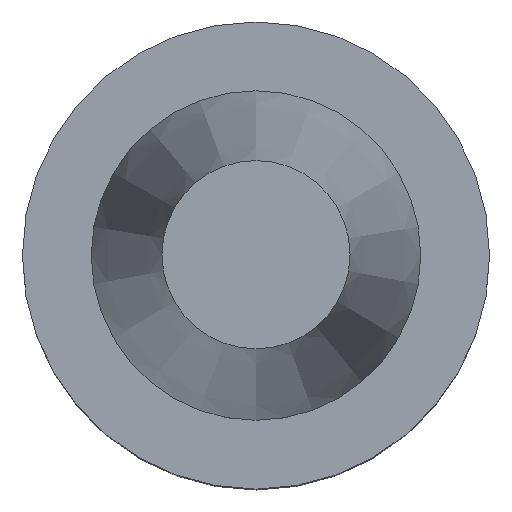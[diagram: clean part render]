
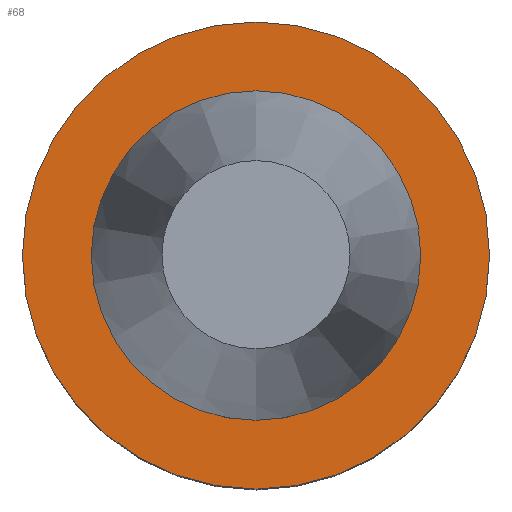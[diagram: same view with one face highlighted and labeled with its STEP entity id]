
A CAD part, top view. The second image highlights one B-rep face of the part: STEP entity #68.
In plain terms, the highlighted planar face has unit normal (0, 0, 1).
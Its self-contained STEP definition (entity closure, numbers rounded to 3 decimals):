
#68=ADVANCED_FACE('Unnamed[1]',(#165,#166),#167,.T.);
#78=EDGE_CURVE('Unnamed[1]',#182,#182,#183,.T.);
#97=EDGE_CURVE('Unnamed[1]',#212,#212,#213,.T.);
#165=FACE_OUTER_BOUND('',#294,.T.);
#166=FACE_BOUND('',#295,.T.);
#167=PLANE('',#296);
#182=VERTEX_POINT('',#315);
#183=CIRCLE('',#316,22.225);
#212=VERTEX_POINT('',#353);
#213=CIRCLE('',#354,31.5);
#294=EDGE_LOOP('',(#436));
#295=EDGE_LOOP('',(#437));
#296=AXIS2_PLACEMENT_3D('',#438,#439,#440);
#315=CARTESIAN_POINT('',(0.,22.225,-1.));
#316=AXIS2_PLACEMENT_3D('',#456,#457,#458);
#353=CARTESIAN_POINT('',(0.,31.5,-1.));
#354=AXIS2_PLACEMENT_3D('',#489,#490,#491);
#436=ORIENTED_EDGE('',*,*,#97,.F.);
#437=ORIENTED_EDGE('',*,*,#78,.T.);
#438=CARTESIAN_POINT('',(0.,26.862,-1.));
#439=DIRECTION('',(0.,0.,1.0));
#440=DIRECTION('',(0.,-1.0,0.));
#456=CARTESIAN_POINT('',(0.,0.,-1.));
#457=DIRECTION('',(0.,0.,-1.0));
#458=DIRECTION('',(0.,1.0,0.));
#489=CARTESIAN_POINT('',(0.,0.,-1.));
#490=DIRECTION('',(0.,0.,-1.0));
#491=DIRECTION('',(0.,1.0,0.));
